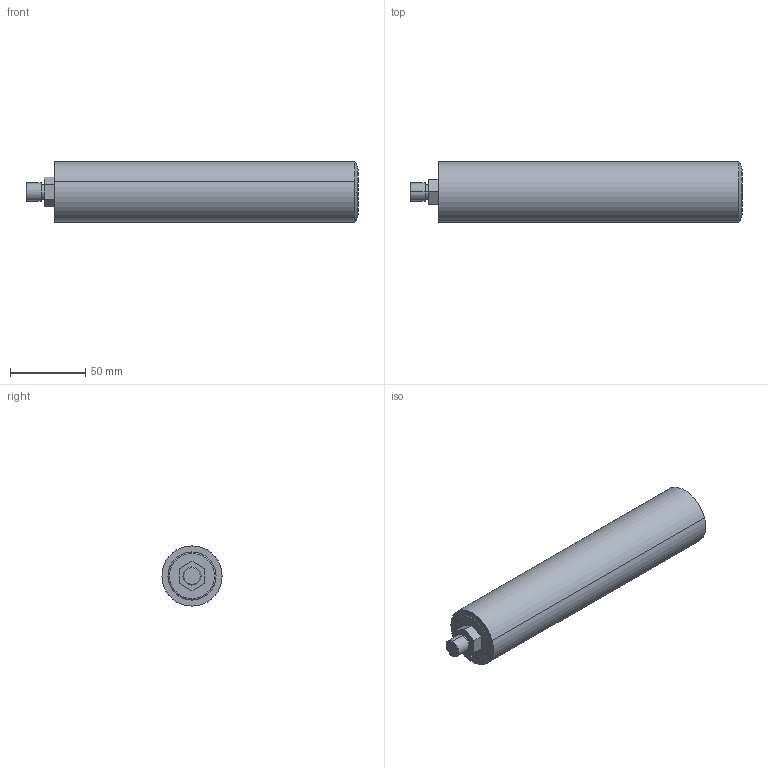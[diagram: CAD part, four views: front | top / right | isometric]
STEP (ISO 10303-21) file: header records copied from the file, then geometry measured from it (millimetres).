
FILE_DESCRIPTION (( 'STEP AP203' ), '1' );
FILE_NAME ('0024.STEP', '2014-07-25T05:52:21', ( '' ), ( '' ), 'SwSTEP 2.0', 'SolidWorks 2012', '' );
FILE_SCHEMA (( 'CONFIG_CONTROL_DESIGN' ));
Length unit declared in the file: millimetre
Products named in the file (1): 0024
Bounding box: 221 x 40 x 40 mm (x, y, z)
Surface area: 30014 mm2 (no closed solid volume)
Topology: 0 solids, 5 shells, 28 faces, 66 edges, 44 vertices
Faces by surface type: plane 12, cylinder 8, cone 4, torus 4
Entity records: 887 total; most frequent: DIRECTION 160, CARTESIAN_POINT 139, ORIENTED_EDGE 112, EDGE_CURVE 66, AXIS2_PLACEMENT_3D 65, VERTEX_POINT 44, CIRCLE 36, EDGE_LOOP 32
